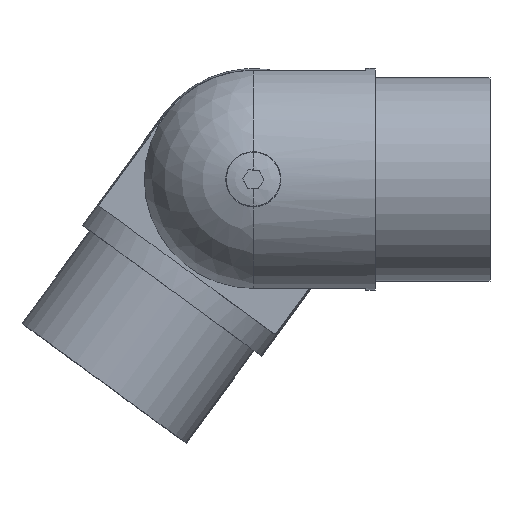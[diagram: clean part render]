
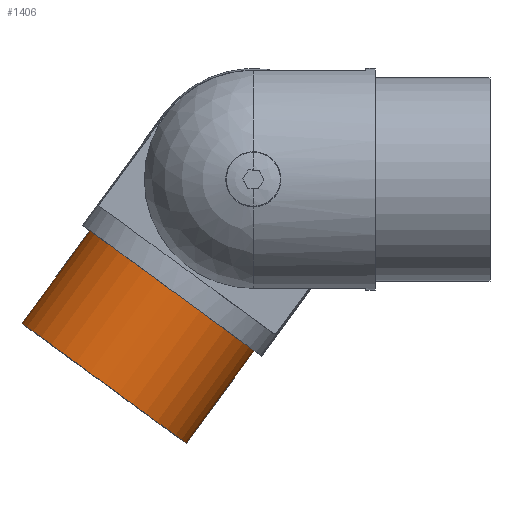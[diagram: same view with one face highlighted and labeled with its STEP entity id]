
A CAD part, top view. The second image highlights one B-rep face of the part: STEP entity #1406.
In plain terms, the highlighted cylindrical face has radius 22.15 mm (diameter 44.3 mm), a partial arc.
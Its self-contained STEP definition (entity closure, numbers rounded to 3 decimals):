
#16 = AXIS2_PLACEMENT_3D ( 'NONE', #841, #1048, #198 ) ;
#48 = AXIS2_PLACEMENT_3D ( 'NONE', #1740, #1189, #98 ) ;
#98 = DIRECTION ( 'NONE',  ( -0.807, 0.59, 0. ) ) ;
#141 = VERTEX_POINT ( 'NONE', #1430 ) ;
#198 = DIRECTION ( 'NONE',  ( -0.807, 0.59, 0. ) ) ;
#280 = VECTOR ( 'NONE', #1260, 1000. ) ;
#331 = CARTESIAN_POINT ( 'NONE',  ( -78.792, 43.034, 0. ) ) ;
#419 = AXIS2_PLACEMENT_3D ( 'NONE', #1594, #1461, #534 ) ;
#441 = EDGE_CURVE ( 'NONE', #1318, #1028, #718, .T. ) ;
#469 = EDGE_CURVE ( 'NONE', #141, #1028, #1242, .T. ) ;
#534 = DIRECTION ( 'NONE',  ( -0.807, 0.59, 0. ) ) ;
#610 = ORIENTED_EDGE ( 'NONE', *, *, #469, .F. ) ;
#647 = EDGE_CURVE ( 'NONE', #1332, #1318, #825, .T. ) ;
#666 = FACE_OUTER_BOUND ( 'NONE', #1640, .T. ) ;
#718 = LINE ( 'NONE', #984, #280 ) ;
#760 = LINE ( 'NONE', #331, #1763 ) ;
#825 = CIRCLE ( 'NONE', #48, 22.15 ) ;
#841 = CARTESIAN_POINT ( 'NONE',  ( -78.623, 5.743, 0. ) ) ;
#897 = CARTESIAN_POINT ( 'NONE',  ( -111.26, -1.36, 0. ) ) ;
#947 = CARTESIAN_POINT ( 'NONE',  ( -60.745, -7.333, 0. ) ) ;
#984 = CARTESIAN_POINT ( 'NONE',  ( -43.035, 16.882, 0. ) ) ;
#988 = ORIENTED_EDGE ( 'NONE', *, *, #1753, .F. ) ;
#1028 = VERTEX_POINT ( 'NONE', #947 ) ;
#1048 = DIRECTION ( 'NONE',  ( 0.59, 0.807, 0. ) ) ;
#1065 = CYLINDRICAL_SURFACE ( 'NONE', #419, 22.15 ) ;
#1171 = DIRECTION ( 'NONE',  ( 0.59, 0.807, 0. ) ) ;
#1189 = DIRECTION ( 'NONE',  ( 0.59, 0.807, 0. ) ) ;
#1227 = ORIENTED_EDGE ( 'NONE', *, *, #647, .T. ) ;
#1242 = CIRCLE ( 'NONE', #16, 22.15 ) ;
#1260 = DIRECTION ( 'NONE',  ( 0.59, 0.807, 0. ) ) ;
#1295 = CARTESIAN_POINT ( 'NONE',  ( -75.503, -27.512, 0. ) ) ;
#1318 = VERTEX_POINT ( 'NONE', #1295 ) ;
#1332 = VERTEX_POINT ( 'NONE', #897 ) ;
#1406 = ADVANCED_FACE ( 'NONE', ( #666 ), #1065, .T. ) ;
#1430 = CARTESIAN_POINT ( 'NONE',  ( -96.502, 18.819, 0. ) ) ;
#1461 = DIRECTION ( 'NONE',  ( 0.59, 0.807, 0. ) ) ;
#1594 = CARTESIAN_POINT ( 'NONE',  ( -60.913, 29.958, 0. ) ) ;
#1640 = EDGE_LOOP ( 'NONE', ( #1227, #1773, #610, #988 ) ) ;
#1740 = CARTESIAN_POINT ( 'NONE',  ( -93.382, -14.436, 0. ) ) ;
#1753 = EDGE_CURVE ( 'NONE', #1332, #141, #760, .T. ) ;
#1763 = VECTOR ( 'NONE', #1171, 1000. ) ;
#1773 = ORIENTED_EDGE ( 'NONE', *, *, #441, .T. ) ;
